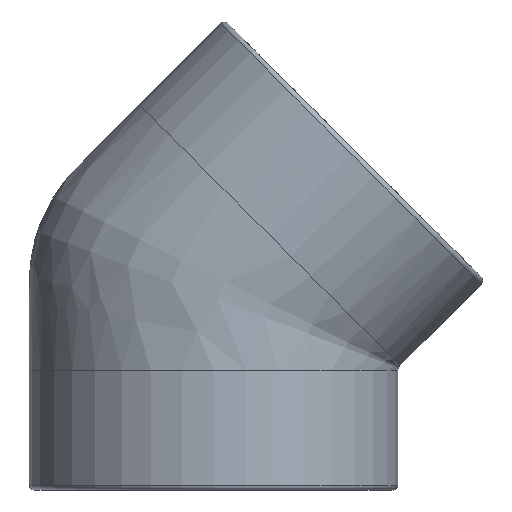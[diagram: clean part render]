
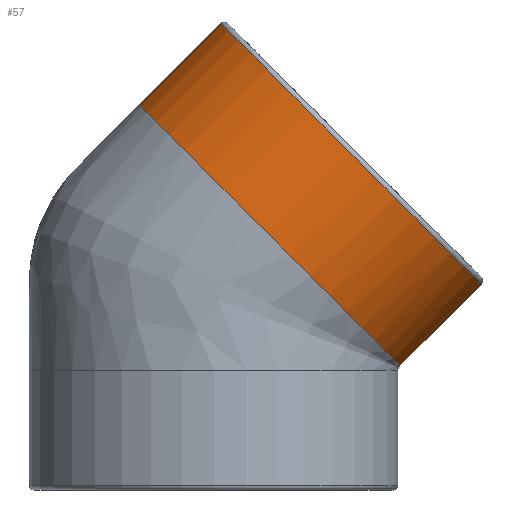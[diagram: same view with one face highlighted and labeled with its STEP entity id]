
A CAD part, front view. The second image highlights one B-rep face of the part: STEP entity #57.
In plain terms, the highlighted cylindrical face has radius 56.5 mm (diameter 113 mm), a partial arc.
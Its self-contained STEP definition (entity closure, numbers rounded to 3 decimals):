
#57=ADVANCED_FACE('',(#121),#122,.T.);
#121=FACE_OUTER_BOUND('',#590,.T.);
#122=CYLINDRICAL_SURFACE('',#591,56.5);
#590=EDGE_LOOP('',(#1078,#1079,#1080,#1081,#1082));
#591=AXIS2_PLACEMENT_3D('',#1083,#1084,#1085);
#1078=ORIENTED_EDGE('',*,*,#1222,.F.);
#1079=ORIENTED_EDGE('',*,*,#1196,.F.);
#1080=ORIENTED_EDGE('',*,*,#1195,.F.);
#1081=ORIENTED_EDGE('',*,*,#1223,.F.);
#1082=ORIENTED_EDGE('',*,*,#1224,.F.);
#1083=CARTESIAN_POINT('',(43.134,0.,104.134));
#1084=DIRECTION('',(-0.707,0.,-0.707));
#1085=DIRECTION('',(-0.707,0.,0.707));
#1195=EDGE_CURVE('',#1262,#1264,#1265,.T.);
#1196=EDGE_CURVE('',#1264,#1258,#1266,.T.);
#1222=EDGE_CURVE('',#1258,#1308,#1309,.T.);
#1223=EDGE_CURVE('',#1310,#1262,#1311,.T.);
#1224=EDGE_CURVE('',#1308,#1310,#1312,.T.);
#1258=VERTEX_POINT('',#1351);
#1262=VERTEX_POINT('',#1363);
#1264=VERTEX_POINT('',#1373);
#1265=CIRCLE('',#1374,56.5);
#1266=CIRCLE('',#1375,56.5);
#1308=VERTEX_POINT('',#1485);
#1309=LINE('',#1486,#1487);
#1310=VERTEX_POINT('',#1488);
#1311=LINE('',#1489,#1490);
#1312=CIRCLE('',#1491,56.5);
#1351=CARTESIAN_POINT('',(-22.817,0.,118.086));
#1363=CARTESIAN_POINT('',(57.086,0.,38.183));
#1373=CARTESIAN_POINT('',(23.609,-55.753,71.66));
#1374=AXIS2_PLACEMENT_3D('',#1575,#1576,#1577);
#1375=AXIS2_PLACEMENT_3D('',#1578,#1579,#1580);
#1485=CARTESIAN_POINT('',(2.121,0.,143.024));
#1486=CARTESIAN_POINT('',(3.182,0.,144.085));
#1487=VECTOR('',#1614,1.0);
#1488=CARTESIAN_POINT('',(82.024,0.,63.121));
#1489=CARTESIAN_POINT('',(83.085,0.,64.182));
#1490=VECTOR('',#1615,1.0);
#1491=AXIS2_PLACEMENT_3D('',#1616,#1617,#1618);
#1575=CARTESIAN_POINT('',(17.134,0.,78.134));
#1576=DIRECTION('',(-0.707,0.,-0.707));
#1577=DIRECTION('',(-0.707,0.,0.707));
#1578=CARTESIAN_POINT('',(17.134,0.,78.134));
#1579=DIRECTION('',(-0.707,0.,-0.707));
#1580=DIRECTION('',(-0.707,0.,0.707));
#1614=DIRECTION('',(0.707,0.,0.707));
#1615=DIRECTION('',(-0.707,0.,-0.707));
#1616=CARTESIAN_POINT('',(42.073,0.,103.073));
#1617=DIRECTION('',(0.707,0.,0.707));
#1618=DIRECTION('',(-0.707,0.,0.707));
